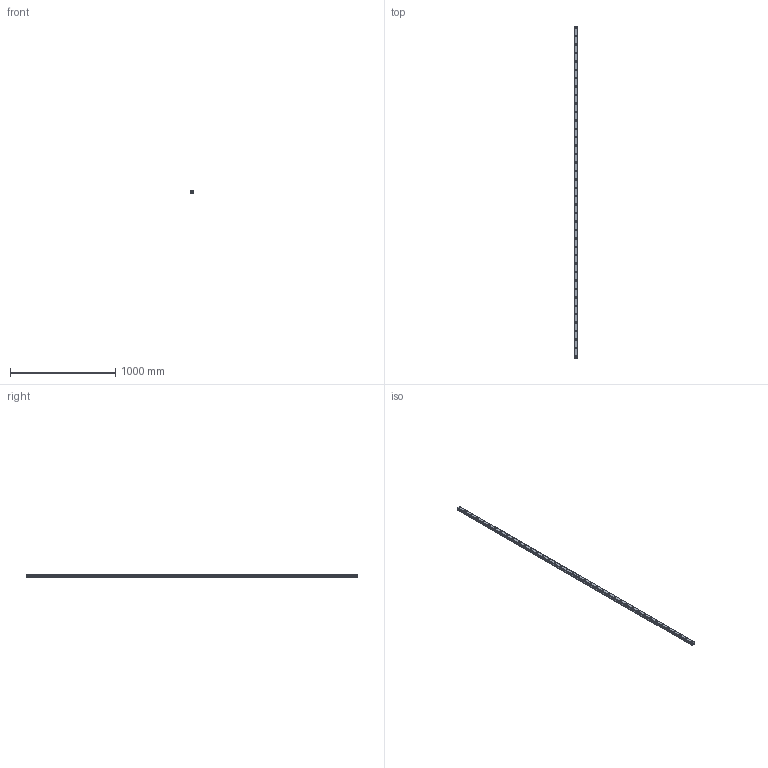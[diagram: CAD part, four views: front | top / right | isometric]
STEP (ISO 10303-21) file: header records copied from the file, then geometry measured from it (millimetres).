
FILE_DESCRIPTION(('STEP AP214'),'1');
FILE_NAME('cctmp_0559C01F-56BF-4D31-859F-4969E88250BF_2020_7_1_11_7_8_400..stp','2020-07-01T09:07:08',('HIWIN GmbH'),('CADClick - www.CADClick.com'),'Spatial InterOp 3D',' ','unknown authorization');
FILE_SCHEMA(('AUTOMOTIVE_DESIGN'));
Length unit declared in the file: millimetre
Products named in the file (1): HGR35R3150H_FILE
Bounding box: 34 x 3150 x 29 mm (x, y, z)
Volume: 2572422.3 mm3; surface area: 456807.1 mm2
Topology: 1 solids, 1 shells, 475 faces, 1047 edges, 698 vertices
Faces by surface type: cylinder 262, plane 213
Entity records: 17129 total; most frequent: DIRECTION 2523, CARTESIAN_POINT 2221, ORIENTED_EDGE 2094, EDGE_CURVE 1047, AXIS2_PLACEMENT_3D 1000, VERTEX_POINT 698, EDGE_LOOP 599, CIRCLE 524
